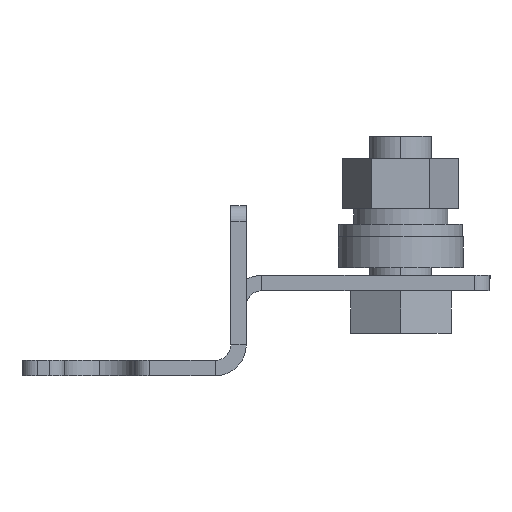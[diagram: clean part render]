
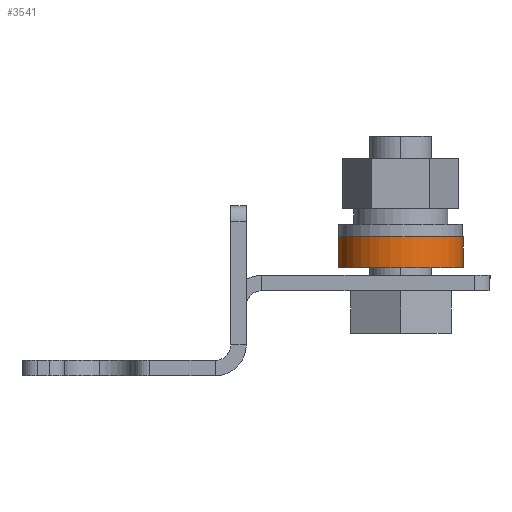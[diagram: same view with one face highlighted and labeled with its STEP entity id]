
A CAD part, left-side view. The second image highlights one B-rep face of the part: STEP entity #3541.
In plain terms, the highlighted cylindrical face has radius 8.1 mm (diameter 16.2 mm), a partial arc.
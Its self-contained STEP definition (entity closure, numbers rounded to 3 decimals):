
#235 = EDGE_CURVE ( 'NONE', #2274, #1203, #2911, .T. ) ;
#495 = CARTESIAN_POINT ( 'NONE',  ( 0., -2., 0. ) ) ;
#655 = FACE_OUTER_BOUND ( 'NONE', #2091, .T. ) ;
#734 = EDGE_CURVE ( 'NONE', #1986, #936, #1608, .T. ) ;
#832 = ORIENTED_EDGE ( 'NONE', *, *, #942, .F. ) ;
#869 = CARTESIAN_POINT ( 'NONE',  ( 0., -40.266, 8.1 ) ) ;
#936 = VERTEX_POINT ( 'NONE', #2513 ) ;
#942 = EDGE_CURVE ( 'NONE', #2274, #1986, #2235, .T. ) ;
#1203 = VERTEX_POINT ( 'NONE', #4014 ) ;
#1377 = ORIENTED_EDGE ( 'NONE', *, *, #1592, .T. ) ;
#1522 = CARTESIAN_POINT ( 'NONE',  ( 0., 2., 8.1 ) ) ;
#1592 = EDGE_CURVE ( 'NONE', #1203, #936, #1816, .T. ) ;
#1608 = CIRCLE ( 'NONE', #3469, 8.1 ) ;
#1616 = DIRECTION ( 'NONE',  ( 0., -1., 0. ) ) ;
#1816 = LINE ( 'NONE', #2566, #1913 ) ;
#1913 = VECTOR ( 'NONE', #1616, 1000. ) ;
#1936 = DIRECTION ( 'NONE',  ( 0., -1., 0. ) ) ;
#1986 = VERTEX_POINT ( 'NONE', #3098 ) ;
#2091 = EDGE_LOOP ( 'NONE', ( #832, #4141, #1377, #4132 ) ) ;
#2127 = AXIS2_PLACEMENT_3D ( 'NONE', #2576, #1936, #3938 ) ;
#2136 = DIRECTION ( 'NONE',  ( 0., -1., 0. ) ) ;
#2193 = AXIS2_PLACEMENT_3D ( 'NONE', #2507, #2243, #3545 ) ;
#2235 = LINE ( 'NONE', #869, #3540 ) ;
#2243 = DIRECTION ( 'NONE',  ( 0., -1., 0. ) ) ;
#2274 = VERTEX_POINT ( 'NONE', #1522 ) ;
#2507 = CARTESIAN_POINT ( 'NONE',  ( 0., -40.266, 0. ) ) ;
#2513 = CARTESIAN_POINT ( 'NONE',  ( 0., -2., -8.1 ) ) ;
#2566 = CARTESIAN_POINT ( 'NONE',  ( 0., -40.266, -8.1 ) ) ;
#2576 = CARTESIAN_POINT ( 'NONE',  ( 0., 2., 0. ) ) ;
#2911 = CIRCLE ( 'NONE', #2127, 8.1 ) ;
#2998 = CYLINDRICAL_SURFACE ( 'NONE', #2193, 8.1 ) ;
#3098 = CARTESIAN_POINT ( 'NONE',  ( 0., -2., 8.1 ) ) ;
#3109 = DIRECTION ( 'NONE',  ( 0., 0., -1. ) ) ;
#3469 = AXIS2_PLACEMENT_3D ( 'NONE', #495, #2136, #3109 ) ;
#3540 = VECTOR ( 'NONE', #3856, 1000. ) ;
#3541 = ADVANCED_FACE ( 'NONE', ( #655 ), #2998, .T. ) ;
#3545 = DIRECTION ( 'NONE',  ( 0., 0., -1. ) ) ;
#3856 = DIRECTION ( 'NONE',  ( 0., -1., 0. ) ) ;
#3938 = DIRECTION ( 'NONE',  ( 0., 0., -1. ) ) ;
#4014 = CARTESIAN_POINT ( 'NONE',  ( 0., 2., -8.1 ) ) ;
#4132 = ORIENTED_EDGE ( 'NONE', *, *, #734, .F. ) ;
#4141 = ORIENTED_EDGE ( 'NONE', *, *, #235, .T. ) ;
